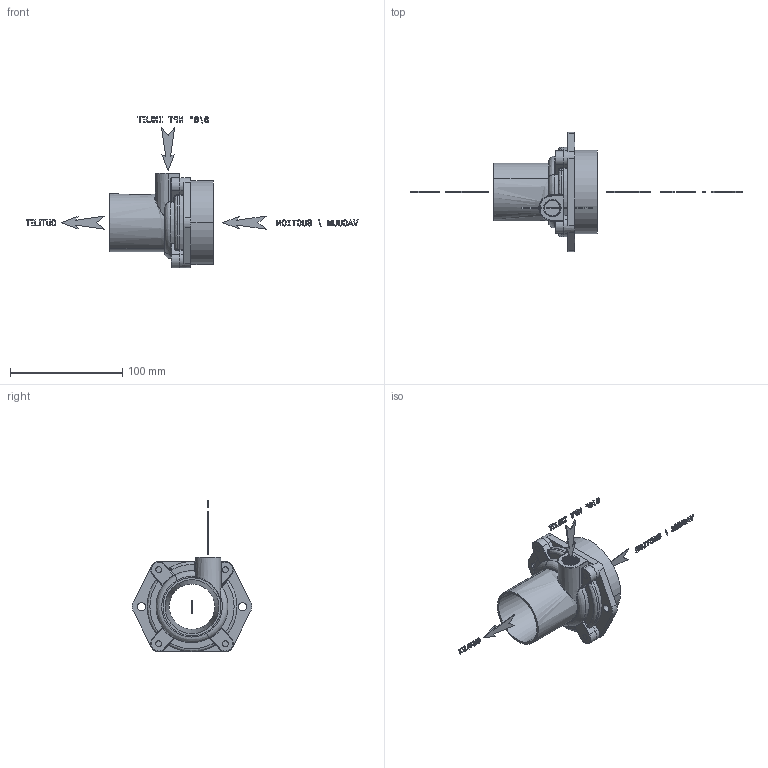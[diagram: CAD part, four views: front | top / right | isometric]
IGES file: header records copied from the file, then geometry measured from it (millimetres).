
Start section: START RECORD GO HERE.
Global section: file name: AM-40_Outline.igs; native system: DASSAULT SYSTEMES CATIA V5 R20 - www.3ds.com; preprocessor: CATIA Version 5 Release 20 ; author: DESIGNENG; organization: DESIGNENG; date: 20150603.150324; units: millimetre
Bounding box: 295.45 x 106.1 x 134.69 mm (x, y, z)
Volume: 138358.2 mm3; surface area: 59224.9 mm2
Topology: 54 solids, 54 shells, 1410 faces, 3763 edges, 2479 vertices
Faces by surface type: plane 980, revolution 182, extrusion 166, bspline 82
